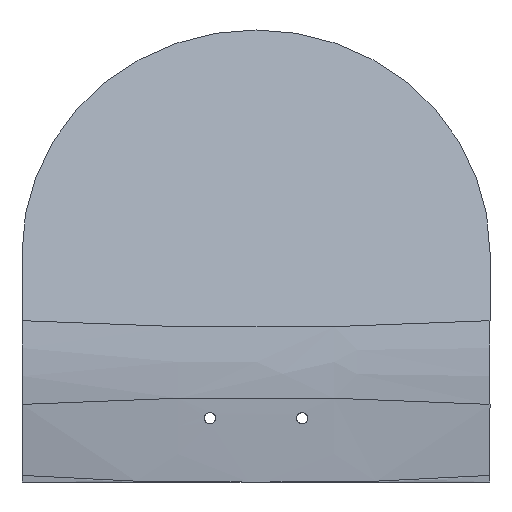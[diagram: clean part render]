
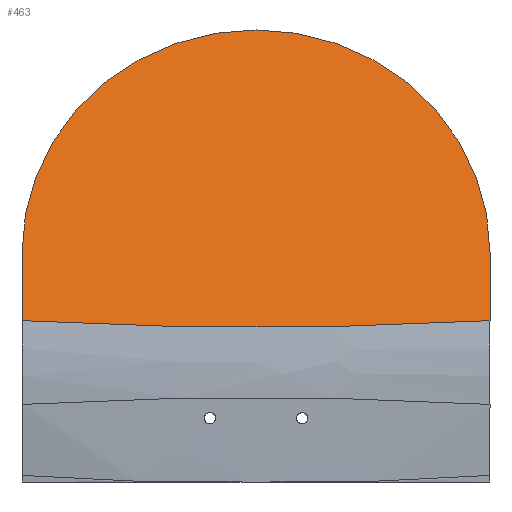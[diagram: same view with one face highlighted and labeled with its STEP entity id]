
A CAD part, front view. The second image highlights one B-rep face of the part: STEP entity #463.
In plain terms, the highlighted planar face has unit normal (0, -0.951, 0.309).
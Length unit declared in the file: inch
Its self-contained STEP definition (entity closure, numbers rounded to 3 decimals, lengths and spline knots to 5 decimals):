
#49=CIRCLE('',#522,4.125);
#53=LINE('',#914,#74);
#66=LINE('',#1093,#87);
#74=VECTOR('',#535,0.3937);
#87=VECTOR('',#602,0.3937);
#101=PLANE('',#525);
#119=FACE_OUTER_BOUND('',#152,.T.);
#152=EDGE_LOOP('',(#375,#376,#377,#378));
#182=B_SPLINE_CURVE_WITH_KNOTS('',3,(#1117,#1118,#1119,#1120,#1121,#1122),
 .UNSPECIFIED.,.F.,.F.,(4,1,1,4),(-20.74863,-14.75789,-8.76715,
0.21895),.UNSPECIFIED.);
#207=VERTEX_POINT('',#899);
#208=VERTEX_POINT('',#913);
#225=VERTEX_POINT('',#1069);
#229=VERTEX_POINT('',#1092);
#252=EDGE_CURVE('',#208,#207,#53,.T.);
#277=EDGE_CURVE('',#225,#208,#49,.T.);
#283=EDGE_CURVE('',#225,#229,#66,.T.);
#287=EDGE_CURVE('',#229,#207,#182,.T.);
#375=ORIENTED_EDGE('',*,*,#277,.T.);
#376=ORIENTED_EDGE('',*,*,#252,.T.);
#377=ORIENTED_EDGE('',*,*,#287,.F.);
#378=ORIENTED_EDGE('',*,*,#283,.F.);
#463=ADVANCED_FACE('',(#119),#101,.T.);
#522=AXIS2_PLACEMENT_3D('',#1070,#593,#594);
#525=AXIS2_PLACEMENT_3D('',#1116,#604,#605);
#535=DIRECTION('',(0.,-0.309,-0.951));
#593=DIRECTION('center_axis',(0.,-0.951,0.309));
#594=DIRECTION('ref_axis',(-1.,0.,0.));
#602=DIRECTION('',(0.,-0.309,-0.951));
#604=DIRECTION('center_axis',(0.,-0.951,0.309));
#605=DIRECTION('ref_axis',(0.,-0.309,-0.951));
#899=CARTESIAN_POINT('',(0.,-0.00224,10.84513));
#913=CARTESIAN_POINT('',(0.,0.3883,12.04708));
#914=CARTESIAN_POINT('',(0.,1.663,15.97019));
#1069=CARTESIAN_POINT('',(8.25,0.3883,12.04708));
#1070=CARTESIAN_POINT('Origin',(4.125,0.3883,12.04708));
#1092=CARTESIAN_POINT('',(8.25,-0.00224,10.84513));
#1093=CARTESIAN_POINT('',(8.25,1.663,15.97019));
#1116=CARTESIAN_POINT('Origin',(0.,1.663,15.97019));
#1117=CARTESIAN_POINT('Ctrl Pts',(8.25,-0.00224,10.84513));
#1118=CARTESIAN_POINT('Ctrl Pts',(7.46524,-0.01687,
10.80009));
#1119=CARTESIAN_POINT('Ctrl Pts',(5.89406,-0.03762,
10.73623));
#1120=CARTESIAN_POINT('Ctrl Pts',(3.14213,-0.04482,
10.71406));
#1121=CARTESIAN_POINT('Ctrl Pts',(1.17714,-0.02419,
10.77757));
#1122=CARTESIAN_POINT('Ctrl Pts',(0.,-0.00224,
10.84513));
